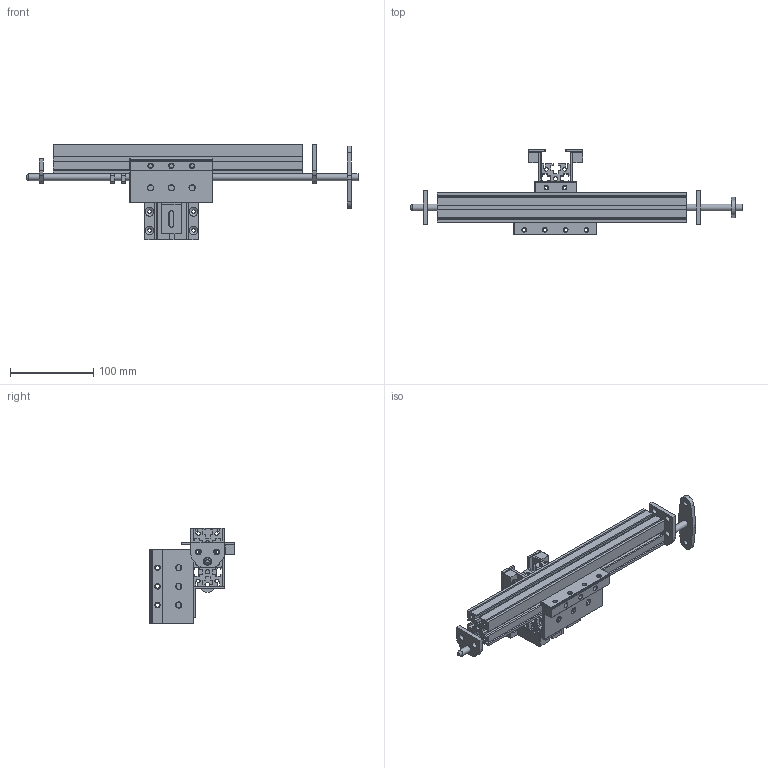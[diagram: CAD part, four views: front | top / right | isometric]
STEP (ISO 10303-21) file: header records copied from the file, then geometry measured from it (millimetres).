
FILE_DESCRIPTION(/* description */ ('STEP AP242','CAx-IF Rec.Pracs.---Representation and Presentation of Product Manufacturing Information (PMI)---4.0---2014-10-13','CAx-IF Rec.Pracs.---3D Tessellated Geometry---0.4---2014-09-14','2;1'),/* implementation_level */ '2;1');
FILE_NAME(/* name */ '679ab2af2382e903d283b63e',/* time_stamp */ '2025-01-29T22:58:57Z',/* author */ (''),/* organization */ (''),/* preprocessor_version */ 'ST-DEVELOPER v20',/* originating_system */ 'ONSHAPE BY PTC INC, 1.192',/* authorisation */ ' ');
FILE_SCHEMA (('AP242_MANAGED_MODEL_BASED_3D_ENGINEERING_MIM_LF { 1 0 10303 442 1 1 4 }'));
Length unit declared in the file: metre
Products named in the file (19): KNEE ASSY; Part 1; 100MM HOLD DOWN <1>; 100MM HOLD DOWN 12X12 <1>
Assembly tree (22 placements, depth 4):
  KNEE ASSY
    Part 1
    Part 1
    Part 1
    Part 1  x2
    Part 1
    Part 1
    100MM HOLD DOWN <1>
      100MM HOLD DOWN 12X12 <1>
        Part 1
        Part 1
      Part 1
    Part 1  x2
    Part 1
    Part 1
    Part 1  x2
    Part 1  x2
    Part 1
    Part 1
Bounding box: 400 x 103.45 x 115 mm (x, y, z)
Volume: 483627.4 mm3; surface area: 280692.1 mm2
Topology: 20 solids, 20 shells, 665 faces, 1691 edges, 1057 vertices
Faces by surface type: plane 399, cone 140, cylinder 126
Full cylindrical faces by diameter (mm): 4.2 x12, 5 x26, 6 x11, 7 x19, 8 x2, 9 x2, 10 x2
Entity records: 16419 total; most frequent: CARTESIAN_POINT 2748, DIRECTION 2707, ORIENTED_EDGE 2552, EDGE_CURVE 1276, LINE 975, VECTOR 975, VERTEX_POINT 883, AXIS2_PLACEMENT_3D 866
